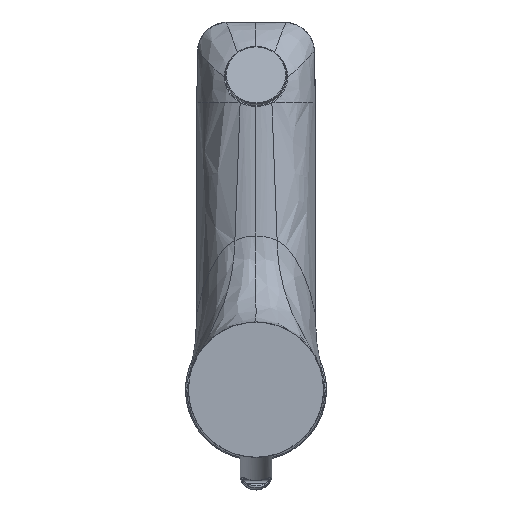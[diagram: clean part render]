
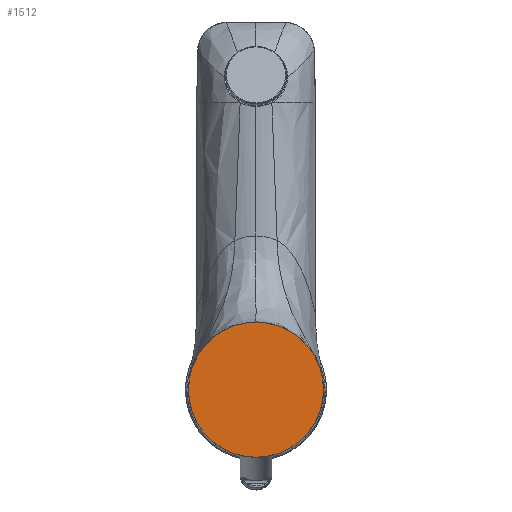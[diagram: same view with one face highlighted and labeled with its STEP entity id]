
A CAD part, front view. The second image highlights one B-rep face of the part: STEP entity #1512.
In plain terms, the highlighted planar face has unit normal (0, -1, 0).
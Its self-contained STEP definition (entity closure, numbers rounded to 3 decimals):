
#1512 = ADVANCED_FACE ( 'NONE', ( #1855 ), #10437, .T. ) ;
#1855 = FACE_OUTER_BOUND ( 'NONE', #4406, .T. ) ;
#2378 = CARTESIAN_POINT ( 'NONE',  ( 0., 0., 0. ) ) ;
#2550 = CIRCLE ( 'NONE', #8406, 23.25 ) ;
#2561 = VERTEX_POINT ( 'NONE', #8919 ) ;
#3354 = DIRECTION ( 'NONE',  ( 0., 0., 1. ) ) ;
#3417 = VERTEX_POINT ( 'NONE', #12371 ) ;
#3558 = AXIS2_PLACEMENT_3D ( 'NONE', #11711, #11783, #11944 ) ;
#3710 = AXIS2_PLACEMENT_3D ( 'NONE', #10645, #4822, #7519 ) ;
#4406 = EDGE_LOOP ( 'NONE', ( #11420, #5762 ) ) ;
#4513 = EDGE_CURVE ( 'NONE', #3417, #2561, #11149, .T. ) ;
#4822 = DIRECTION ( 'NONE',  ( 0., 1., 0. ) ) ;
#5762 = ORIENTED_EDGE ( 'NONE', *, *, #12089, .F. ) ;
#7519 = DIRECTION ( 'NONE',  ( 0., 0., 1. ) ) ;
#8406 = AXIS2_PLACEMENT_3D ( 'NONE', #2378, #9047, #3354 ) ;
#8919 = CARTESIAN_POINT ( 'NONE',  ( 0., 0., -23.25 ) ) ;
#9047 = DIRECTION ( 'NONE',  ( 0., 1., 0. ) ) ;
#10437 = PLANE ( 'NONE',  #3558 ) ;
#10645 = CARTESIAN_POINT ( 'NONE',  ( 0., 0., 0. ) ) ;
#11149 = CIRCLE ( 'NONE', #3710, 23.25 ) ;
#11420 = ORIENTED_EDGE ( 'NONE', *, *, #4513, .F. ) ;
#11711 = CARTESIAN_POINT ( 'NONE',  ( 30., 0., -39.186 ) ) ;
#11783 = DIRECTION ( 'NONE',  ( 0., -1., 0. ) ) ;
#11944 = DIRECTION ( 'NONE',  ( 1., 0., 0. ) ) ;
#12089 = EDGE_CURVE ( 'NONE', #2561, #3417, #2550, .T. ) ;
#12371 = CARTESIAN_POINT ( 'NONE',  ( 0., 0., 23.25 ) ) ;
